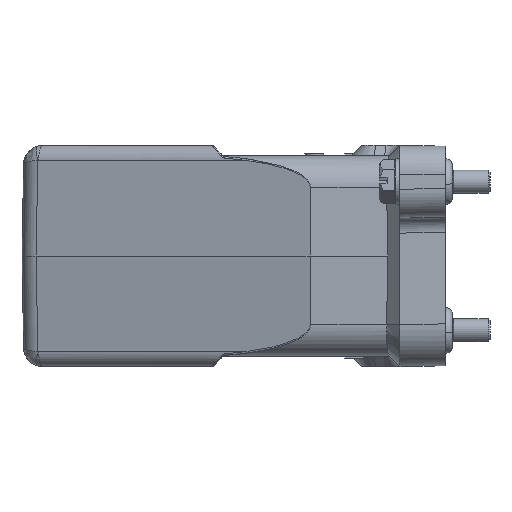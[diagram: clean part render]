
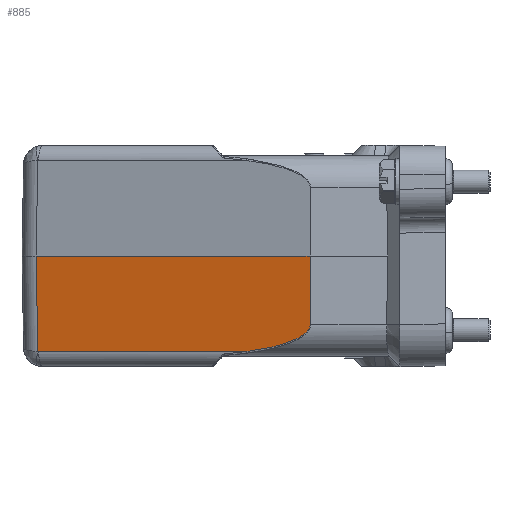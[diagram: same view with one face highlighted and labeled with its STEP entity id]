
A CAD part, left-side view. The second image highlights one B-rep face of the part: STEP entity #885.
In plain terms, the highlighted planar face has unit normal (-0.966, 0.259, -0.018).
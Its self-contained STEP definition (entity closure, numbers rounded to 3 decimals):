
#885=ADVANCED_FACE('NONE',(#1650),#1327,.T.);
#1327=PLANE('',#9592);
#1650=FACE_OUTER_BOUND('',#2187,.T.);
#2187=EDGE_LOOP('',(#4211,#4212,#4213,#4214,#4215,#4216));
#2694=B_SPLINE_CURVE_WITH_KNOTS('',3,(#14176,#14177,#14178,#14179,#14180,
#14181,#14182,#14183,#14184,#14185,#14186,#14187,#14188,#14189,#14190,#14191,
#14192,#14193,#14194,#14195),.UNSPECIFIED.,.F.,.F.,(4,2,2,2,2,2,2,2,2,4),
(0.,0.031,0.063,0.125,0.188,0.25,0.375,0.5,0.75,1.),.UNSPECIFIED.);
#2738=B_SPLINE_CURVE_WITH_KNOTS('',3,(#15248,#15249,#15250,#15251),
 .UNSPECIFIED.,.F.,.F.,(4,4),(0.,1.),.UNSPECIFIED.);
#4211=ORIENTED_EDGE('',*,*,#7356,.T.);
#4212=ORIENTED_EDGE('',*,*,#7357,.T.);
#4213=ORIENTED_EDGE('',*,*,#7358,.T.);
#4214=ORIENTED_EDGE('',*,*,#7359,.F.);
#4215=ORIENTED_EDGE('',*,*,#7146,.F.);
#4216=ORIENTED_EDGE('',*,*,#7144,.F.);
#6153=VERTEX_POINT('',#14158);
#6154=VERTEX_POINT('',#14168);
#6155=VERTEX_POINT('',#14175);
#6263=VERTEX_POINT('',#15243);
#6264=VERTEX_POINT('',#15247);
#6265=VERTEX_POINT('',#15252);
#7144=EDGE_CURVE('NONE',#6153,#6154,#8254,.T.);
#7146=EDGE_CURVE('NONE',#6154,#6155,#2694,.T.);
#7356=EDGE_CURVE('NONE',#6153,#6263,#8411,.T.);
#7357=EDGE_CURVE('NONE',#6263,#6264,#8412,.T.);
#7358=EDGE_CURVE('NONE',#6264,#6265,#2738,.T.);
#7359=EDGE_CURVE('NONE',#6155,#6265,#8413,.T.);
#8254=LINE('',#14169,#8892);
#8411=LINE('',#15244,#9049);
#8412=LINE('',#15246,#9050);
#8413=LINE('',#15253,#9051);
#8892=VECTOR('',#10558,1.);
#9049=VECTOR('',#10907,1.);
#9050=VECTOR('',#10910,1.);
#9051=VECTOR('',#10911,1.);
#9592=AXIS2_PLACEMENT_3D('',#15254,#10912,#10913);
#10558=DIRECTION('',(0.017,-0.002,-1.));
#10907=DIRECTION('',(0.259,0.966,0.));
#10910=DIRECTION('',(0.013,-0.017,-1.));
#10911=DIRECTION('',(0.259,0.966,0.));
#10912=DIRECTION('',(-0.966,0.259,-0.017));
#10913=DIRECTION('',(-0.259,-0.966,0.));
#14158=CARTESIAN_POINT('',(-61.483,35.49,0.));
#14168=CARTESIAN_POINT('',(-61.17,35.448,-17.948));
#14169=CARTESIAN_POINT('',(-61.489,35.49,0.325));
#14175=CARTESIAN_POINT('',(-56.529,52.287,-25.07));
#14176=CARTESIAN_POINT('',(-61.17,35.448,-17.948));
#14177=CARTESIAN_POINT('',(-61.166,35.448,-18.152));
#14178=CARTESIAN_POINT('',(-61.155,35.477,-18.355));
#14179=CARTESIAN_POINT('',(-61.118,35.586,-18.746));
#14180=CARTESIAN_POINT('',(-61.094,35.666,-18.933));
#14181=CARTESIAN_POINT('',(-61.006,35.957,-19.465));
#14182=CARTESIAN_POINT('',(-60.93,36.218,-19.778));
#14183=CARTESIAN_POINT('',(-60.766,36.793,-20.338));
#14184=CARTESIAN_POINT('',(-60.677,37.108,-20.587));
#14185=CARTESIAN_POINT('',(-60.492,37.767,-21.042));
#14186=CARTESIAN_POINT('',(-60.397,38.11,-21.249));
#14187=CARTESIAN_POINT('',(-60.104,39.163,-21.823));
#14188=CARTESIAN_POINT('',(-59.902,39.895,-22.146));
#14189=CARTESIAN_POINT('',(-59.493,41.384,-22.724));
#14190=CARTESIAN_POINT('',(-59.285,42.142,-22.977));
#14191=CARTESIAN_POINT('',(-58.658,44.436,-23.663));
#14192=CARTESIAN_POINT('',(-58.235,45.992,-24.024));
#14193=CARTESIAN_POINT('',(-57.384,49.126,-24.629));
#14194=CARTESIAN_POINT('',(-56.957,50.704,-24.872));
#14195=CARTESIAN_POINT('',(-56.529,52.287,-25.07));
#15243=CARTESIAN_POINT('',(-42.243,107.295,0.));
#15244=CARTESIAN_POINT('',(-41.25,111.,0.));
#15246=CARTESIAN_POINT('',(-42.243,107.295,0.));
#15247=CARTESIAN_POINT('',(-41.908,106.857,-25.04));
#15248=CARTESIAN_POINT('',(-41.908,106.857,-25.04));
#15249=CARTESIAN_POINT('',(-41.928,106.778,-25.06));
#15250=CARTESIAN_POINT('',(-41.95,106.698,-25.07));
#15251=CARTESIAN_POINT('',(-41.972,106.615,-25.07));
#15252=CARTESIAN_POINT('',(-41.972,106.615,-25.07));
#15253=CARTESIAN_POINT('',(-58.394,45.327,-25.07));
#15254=CARTESIAN_POINT('',(-41.25,111.,0.));
